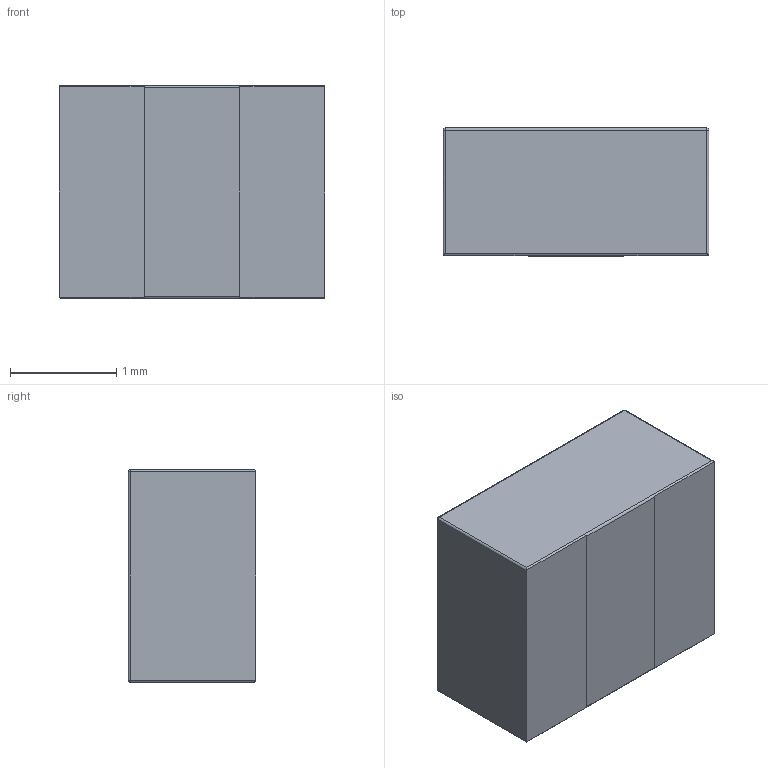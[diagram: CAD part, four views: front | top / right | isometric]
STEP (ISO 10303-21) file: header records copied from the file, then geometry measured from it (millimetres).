
FILE_DESCRIPTION (( 'STEP AP214' ), '1' );
FILE_NAME ('74479325207222.STEP', '2025-08-22T03:14:47', ( '' ), ( '' ), 'SwSTEP 2.0', 'SolidWorks 2023', '' );
FILE_SCHEMA (( 'AUTOMOTIVE_DESIGN' ));
Length unit declared in the file: millimetre
Products named in the file (1): 74479325207222
Bounding box: 2.5 x 1.2 x 2 mm (x, y, z)
Volume: 6 mm3; surface area: 20.6 mm2
Topology: 1 solids, 1 shells, 24 faces, 58 edges, 32 vertices
Faces by surface type: plane 10, cylinder 10, bspline 4
Entity records: 751 total; most frequent: CARTESIAN_POINT 183, DIRECTION 112, ORIENTED_EDGE 108, EDGE_CURVE 54, AXIS2_PLACEMENT_3D 41, VERTEX_POINT 32, VECTOR 30, LINE 30
